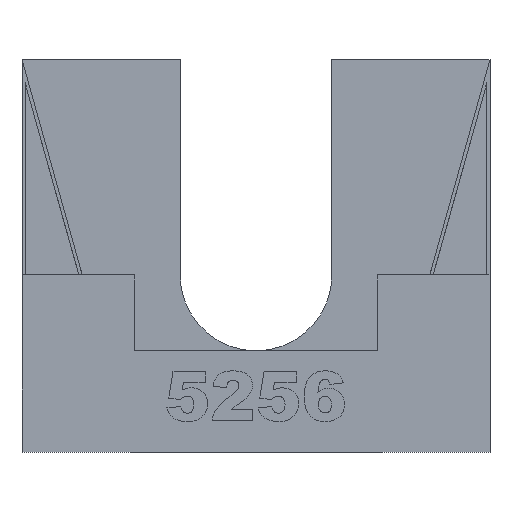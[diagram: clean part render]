
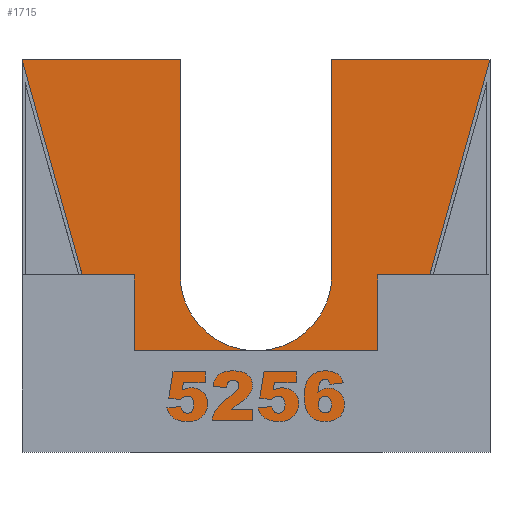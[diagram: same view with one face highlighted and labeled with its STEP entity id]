
A CAD part, front view. The second image highlights one B-rep face of the part: STEP entity #1715.
In plain terms, the highlighted planar face has unit normal (0, -1, 0).
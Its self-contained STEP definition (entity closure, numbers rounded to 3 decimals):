
#31=CIRCLE('',#1791,76.2);
#155=ORIENTED_EDGE('',*,*,#519,.T.);
#156=ORIENTED_EDGE('',*,*,#520,.T.);
#157=ORIENTED_EDGE('',*,*,#508,.T.);
#158=ORIENTED_EDGE('',*,*,#521,.T.);
#159=ORIENTED_EDGE('',*,*,#522,.F.);
#160=ORIENTED_EDGE('',*,*,#523,.T.);
#161=ORIENTED_EDGE('',*,*,#510,.T.);
#162=ORIENTED_EDGE('',*,*,#524,.T.);
#508=EDGE_CURVE('',#689,#691,#778,.T.);
#510=EDGE_CURVE('',#694,#693,#780,.T.);
#519=EDGE_CURVE('',#700,#701,#31,.T.);
#520=EDGE_CURVE('',#701,#689,#788,.T.);
#521=EDGE_CURVE('',#691,#702,#789,.T.);
#522=EDGE_CURVE('',#703,#702,#790,.T.);
#523=EDGE_CURVE('',#703,#694,#791,.T.);
#524=EDGE_CURVE('',#693,#700,#792,.T.);
#689=VERTEX_POINT('',#2707);
#691=VERTEX_POINT('',#2711);
#693=VERTEX_POINT('',#2716);
#694=VERTEX_POINT('',#2718);
#700=VERTEX_POINT('',#2735);
#701=VERTEX_POINT('',#2736);
#702=VERTEX_POINT('',#2739);
#703=VERTEX_POINT('',#2741);
#778=LINE('',#2712,#922);
#780=LINE('',#2717,#924);
#788=LINE('',#2737,#932);
#789=LINE('',#2738,#933);
#790=LINE('',#2740,#934);
#791=LINE('',#2742,#935);
#792=LINE('',#2743,#936);
#922=VECTOR('',#1890,1000.);
#924=VECTOR('',#1894,1000.);
#932=VECTOR('',#1910,1000.);
#933=VECTOR('',#1911,1000.);
#934=VECTOR('',#1912,1000.);
#935=VECTOR('',#1913,1000.);
#936=VECTOR('',#1914,1000.);
#1041=EDGE_LOOP('',(#155,#156,#157,#158,#159,#160,#161,#162));
#1118=FACE_BOUND('',#1041,.T.);
#1187=PLANE('',#1790);
#1715=ADVANCED_FACE('',(#1118),#1187,.T.);
#1790=AXIS2_PLACEMENT_3D('',#2733,#1906,#1907);
#1791=AXIS2_PLACEMENT_3D('',#2734,#1908,#1909);
#1890=DIRECTION('',(-1.,0.,0.));
#1894=DIRECTION('',(-1.,0.,0.));
#1906=DIRECTION('',(0.,-1.,0.));
#1907=DIRECTION('',(0.,0.,-1.));
#1908=DIRECTION('',(0.,1.,0.));
#1909=DIRECTION('',(1.,0.,0.));
#1910=DIRECTION('',(0.,0.,1.));
#1911=DIRECTION('',(0.269,0.,-0.963));
#1912=DIRECTION('',(-1.,0.,0.));
#1913=DIRECTION('',(0.269,0.,0.963));
#1914=DIRECTION('',(0.,0.,-1.));
#2707=CARTESIAN_POINT('',(-76.2,47.625,196.85));
#2711=CARTESIAN_POINT('',(-234.95,47.625,196.85));
#2712=CARTESIAN_POINT('',(-234.95,47.625,196.85));
#2716=CARTESIAN_POINT('',(76.2,47.625,196.85));
#2717=CARTESIAN_POINT('',(-234.95,47.625,196.85));
#2718=CARTESIAN_POINT('',(234.95,47.625,196.85));
#2733=CARTESIAN_POINT('',(0.,47.625,0.));
#2734=CARTESIAN_POINT('',(0.,47.625,-19.025));
#2735=CARTESIAN_POINT('',(76.2,47.625,-19.025));
#2736=CARTESIAN_POINT('',(-76.2,47.625,-19.025));
#2737=CARTESIAN_POINT('',(-76.2,47.625,-19.025));
#2738=CARTESIAN_POINT('',(-234.95,47.625,196.85));
#2739=CARTESIAN_POINT('',(-124.893,47.625,-196.825));
#2740=CARTESIAN_POINT('',(0.,47.625,-196.825));
#2741=CARTESIAN_POINT('',(124.893,47.625,-196.825));
#2742=CARTESIAN_POINT('',(234.95,47.625,196.85));
#2743=CARTESIAN_POINT('',(76.2,47.625,-19.025));
